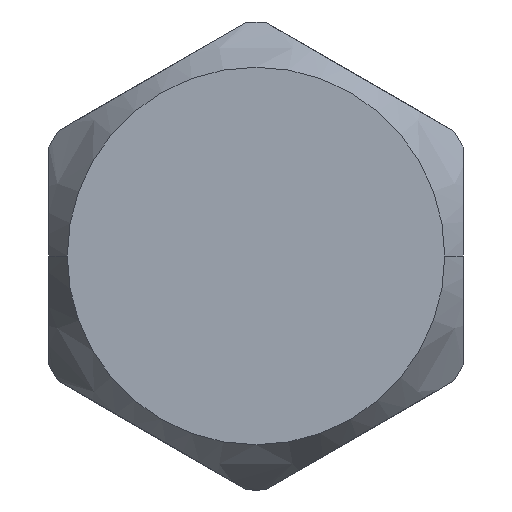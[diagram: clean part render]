
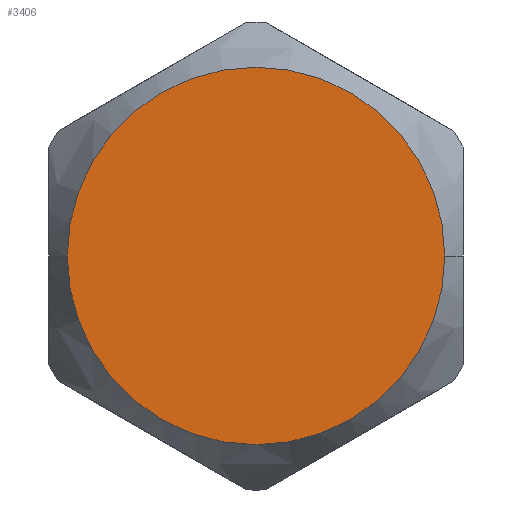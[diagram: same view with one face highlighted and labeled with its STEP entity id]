
A CAD part, left-side view. The second image highlights one B-rep face of the part: STEP entity #3406.
In plain terms, the highlighted planar face has unit normal (-1, 0, 0).
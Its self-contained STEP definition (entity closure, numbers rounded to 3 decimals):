
#1685=CARTESIAN_POINT('',(0.,0.,0.));
#1686=DIRECTION('',(1.,0.,0.));
#1687=DIRECTION('',(0.,1.,0.));
#1688=AXIS2_PLACEMENT_3D('',#1685,#1686,#1687);
#1690=CARTESIAN_POINT('',(0.,0.,0.));
#1691=DIRECTION('',(-1.,0.,0.));
#1692=DIRECTION('',(0.,1.,0.));
#1693=AXIS2_PLACEMENT_3D('',#1690,#1691,#1692);
#1779=CARTESIAN_POINT('',(0.,3.614,0.));
#1780=CARTESIAN_POINT('',(0.,-3.614,0.));
#1781=VERTEX_POINT('',#1779);
#1782=VERTEX_POINT('',#1780);
#3397=CARTESIAN_POINT('',(0.,0.,0.));
#3398=DIRECTION('',(-1.,0.,0.));
#3399=DIRECTION('',(0.,1.,0.));
#3400=AXIS2_PLACEMENT_3D('',#3397,#3398,#3399);
#3401=PLANE('',#3400);
#3402=ORIENTED_EDGE('',*,*,#2813,.T.);
#3403=ORIENTED_EDGE('',*,*,#3077,.F.);
#3404=EDGE_LOOP('',(#3402,#3403));
#3405=FACE_OUTER_BOUND('',#3404,.F.);
#3406=ADVANCED_FACE('',(#3405),#3401,.T.);
#1689=CIRCLE('',#1688,3.614);
#1694=CIRCLE('',#1693,3.614);
#2813=EDGE_CURVE('',#1781,#1782,#1689,.T.);
#3077=EDGE_CURVE('',#1781,#1782,#1694,.T.);
